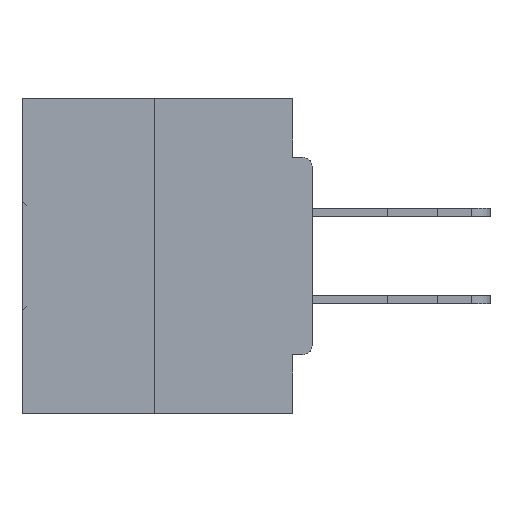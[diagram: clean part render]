
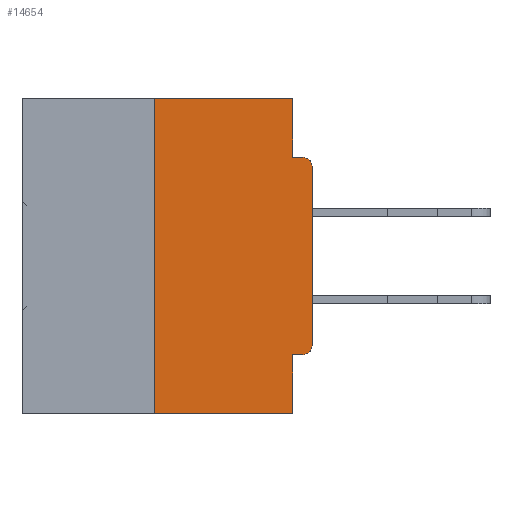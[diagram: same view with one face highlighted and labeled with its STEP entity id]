
A CAD part, left-side view. The second image highlights one B-rep face of the part: STEP entity #14654.
In plain terms, the highlighted planar face has unit normal (-1, 0, 0).
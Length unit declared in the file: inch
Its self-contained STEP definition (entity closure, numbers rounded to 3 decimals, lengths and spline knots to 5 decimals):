
#63 = VERTEX_POINT ( 'NONE', #3175 ) ;
#691 = CARTESIAN_POINT ( 'NONE',  ( 0., 0.015, -0.0935 ) ) ;
#762 = VERTEX_POINT ( 'NONE', #23244 ) ;
#966 = VERTEX_POINT ( 'NONE', #16626 ) ;
#1096 = VECTOR ( 'NONE', #28249, 39.37008 ) ;
#1542 = LINE ( 'NONE', #26559, #24541 ) ;
#1619 = CARTESIAN_POINT ( 'NONE',  ( 0., 0., 0. ) ) ;
#1824 = EDGE_CURVE ( 'NONE', #28800, #17820, #10857, .T. ) ;
#2582 = VERTEX_POINT ( 'NONE', #8653 ) ;
#2668 = DIRECTION ( 'NONE',  ( 0., -1., 0. ) ) ;
#2805 = VECTOR ( 'NONE', #40201, 39.37008 ) ;
#3175 = CARTESIAN_POINT ( 'NONE',  ( 0., 0., -0.1085 ) ) ;
#3181 = LINE ( 'NONE', #28938, #42902 ) ;
#4068 = ORIENTED_EDGE ( 'NONE', *, *, #42722, .T. ) ;
#5099 = ORIENTED_EDGE ( 'NONE', *, *, #16359, .F. ) ;
#5376 = DIRECTION ( 'NONE',  ( 0., 0., 1. ) ) ;
#5384 = EDGE_CURVE ( 'NONE', #63, #17820, #35660, .T. ) ;
#5719 = DIRECTION ( 'NONE',  ( -1., 0., 0. ) ) ;
#5869 = DIRECTION ( 'NONE',  ( 0., 0., -1. ) ) ;
#6014 = AXIS2_PLACEMENT_3D ( 'NONE', #20334, #5719, #5869 ) ;
#6026 = AXIS2_PLACEMENT_3D ( 'NONE', #11073, #7856, #44556 ) ;
#6664 = ORIENTED_EDGE ( 'NONE', *, *, #5384, .T. ) ;
#7856 = DIRECTION ( 'NONE',  ( -1., 0., 0. ) ) ;
#8567 = LINE ( 'NONE', #14672, #17788 ) ;
#8653 = CARTESIAN_POINT ( 'NONE',  ( 0., 0.031, -0.5 ) ) ;
#8921 = CARTESIAN_POINT ( 'NONE',  ( 0., 0.25, -0.5 ) ) ;
#9888 = CARTESIAN_POINT ( 'NONE',  ( 0., 0.46, 0. ) ) ;
#10289 = EDGE_CURVE ( 'NONE', #762, #966, #27901, .T. ) ;
#10857 = LINE ( 'NONE', #28084, #1096 ) ;
#10889 = VECTOR ( 'NONE', #27334, 39.37008 ) ;
#11073 = CARTESIAN_POINT ( 'NONE',  ( 0., 0.015, -0.3915 ) ) ;
#11679 = ORIENTED_EDGE ( 'NONE', *, *, #47018, .F. ) ;
#11796 = VECTOR ( 'NONE', #2668, 39.37008 ) ;
#12387 = CARTESIAN_POINT ( 'NONE',  ( 0., 0.031, -0.0935 ) ) ;
#12668 = LINE ( 'NONE', #34980, #36256 ) ;
#12861 = VERTEX_POINT ( 'NONE', #8921 ) ;
#14654 = ADVANCED_FACE ( 'NONE', ( #32267 ), #45343, .F. ) ;
#14672 = CARTESIAN_POINT ( 'NONE',  ( 0., 0.031, -0.5 ) ) ;
#14719 = CIRCLE ( 'NONE', #6026, 0.015 ) ;
#16359 = EDGE_CURVE ( 'NONE', #26759, #2582, #8567, .T. ) ;
#16626 = CARTESIAN_POINT ( 'NONE',  ( 0., 0.031, 0. ) ) ;
#17212 = DIRECTION ( 'NONE',  ( 0., 0., -1. ) ) ;
#17788 = VECTOR ( 'NONE', #28838, 39.37008 ) ;
#17820 = VERTEX_POINT ( 'NONE', #691 ) ;
#19043 = EDGE_CURVE ( 'NONE', #41018, #40772, #14719, .T. ) ;
#20334 = CARTESIAN_POINT ( 'NONE',  ( 0., 0.015, -0.1085 ) ) ;
#21532 = DIRECTION ( 'NONE',  ( 0., -1., 0. ) ) ;
#21793 = LINE ( 'NONE', #43585, #2805 ) ;
#23161 = ORIENTED_EDGE ( 'NONE', *, *, #19043, .T. ) ;
#23244 = CARTESIAN_POINT ( 'NONE',  ( 0., 0.25, 0. ) ) ;
#23300 = CARTESIAN_POINT ( 'NONE',  ( 0., 0.46, 0. ) ) ;
#23901 = ORIENTED_EDGE ( 'NONE', *, *, #28212, .F. ) ;
#24541 = VECTOR ( 'NONE', #17212, 39.37008 ) ;
#25894 = ORIENTED_EDGE ( 'NONE', *, *, #1824, .F. ) ;
#26559 = CARTESIAN_POINT ( 'NONE',  ( 0., 0.031, 0. ) ) ;
#26759 = VERTEX_POINT ( 'NONE', #42960 ) ;
#27334 = DIRECTION ( 'NONE',  ( 0., 0., 1. ) ) ;
#27901 = LINE ( 'NONE', #9888, #11796 ) ;
#28084 = CARTESIAN_POINT ( 'NONE',  ( 0., 0., -0.0935 ) ) ;
#28212 = EDGE_CURVE ( 'NONE', #12861, #762, #12668, .T. ) ;
#28249 = DIRECTION ( 'NONE',  ( 0., -1., 0. ) ) ;
#28800 = VERTEX_POINT ( 'NONE', #12387 ) ;
#28831 = EDGE_CURVE ( 'NONE', #40772, #63, #32181, .T. ) ;
#28838 = DIRECTION ( 'NONE',  ( 0., 0., -1. ) ) ;
#28938 = CARTESIAN_POINT ( 'NONE',  ( 0., 0.46, -0.5 ) ) ;
#28974 = EDGE_CURVE ( 'NONE', #41018, #26759, #21793, .T. ) ;
#30796 = EDGE_LOOP ( 'NONE', ( #31287, #23901, #4068, #5099, #35609, #23161, #46262, #6664, #25894, #11679 ) ) ;
#31287 = ORIENTED_EDGE ( 'NONE', *, *, #10289, .F. ) ;
#31320 = DIRECTION ( 'NONE',  ( 0., 0., -1. ) ) ;
#32181 = LINE ( 'NONE', #1619, #10889 ) ;
#32267 = FACE_OUTER_BOUND ( 'NONE', #30796, .T. ) ;
#34980 = CARTESIAN_POINT ( 'NONE',  ( 0., 0.25, 0. ) ) ;
#35609 = ORIENTED_EDGE ( 'NONE', *, *, #28974, .F. ) ;
#35660 = CIRCLE ( 'NONE', #6014, 0.015 ) ;
#36159 = AXIS2_PLACEMENT_3D ( 'NONE', #23300, #45809, #31320 ) ;
#36256 = VECTOR ( 'NONE', #5376, 39.37008 ) ;
#40201 = DIRECTION ( 'NONE',  ( 0., 1., 0. ) ) ;
#40772 = VERTEX_POINT ( 'NONE', #45126 ) ;
#41018 = VERTEX_POINT ( 'NONE', #43147 ) ;
#42722 = EDGE_CURVE ( 'NONE', #12861, #2582, #3181, .T. ) ;
#42902 = VECTOR ( 'NONE', #21532, 39.37008 ) ;
#42960 = CARTESIAN_POINT ( 'NONE',  ( 0., 0.031, -0.4065 ) ) ;
#43147 = CARTESIAN_POINT ( 'NONE',  ( 0., 0.015, -0.4065 ) ) ;
#43585 = CARTESIAN_POINT ( 'NONE',  ( 0., 0., -0.4065 ) ) ;
#44556 = DIRECTION ( 'NONE',  ( 0., 0., -1. ) ) ;
#45126 = CARTESIAN_POINT ( 'NONE',  ( 0., 0., -0.3915 ) ) ;
#45343 = PLANE ( 'NONE',  #36159 ) ;
#45809 = DIRECTION ( 'NONE',  ( 1., 0., 0. ) ) ;
#46262 = ORIENTED_EDGE ( 'NONE', *, *, #28831, .T. ) ;
#47018 = EDGE_CURVE ( 'NONE', #966, #28800, #1542, .T. ) ;
